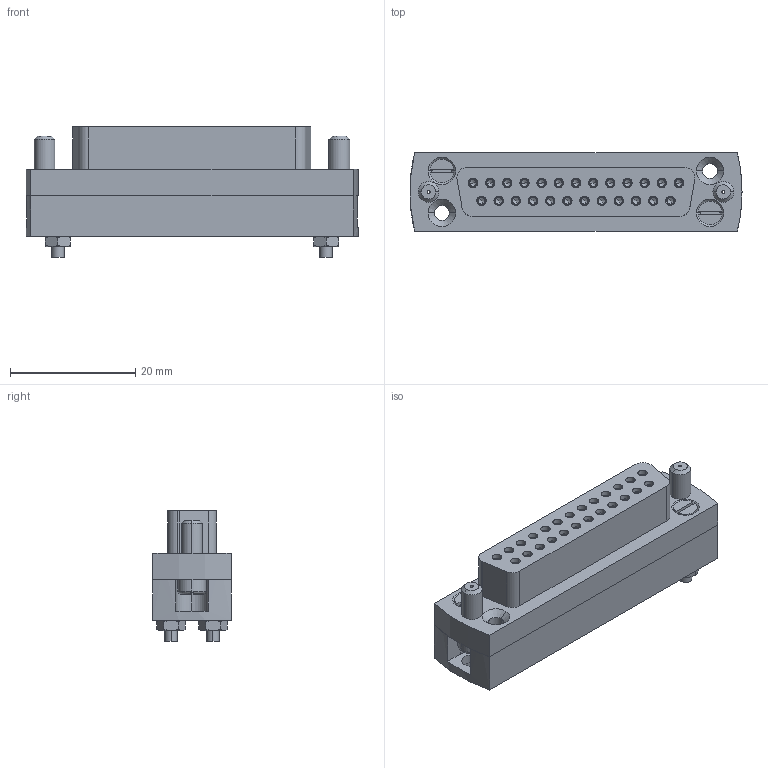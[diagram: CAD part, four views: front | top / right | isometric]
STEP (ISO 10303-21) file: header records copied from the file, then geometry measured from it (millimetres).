
FILE_DESCRIPTION (( 'STEP AP214' ), '1' );
FILE_NAME ('211-FS25-UHV.STEP', '2014-09-19T09:10:14', ( '' ), ( '' ), 'SwSTEP 2.0', 'SolidWorks 2014', '' );
FILE_SCHEMA (( 'AUTOMOTIVE_DESIGN' ));
Length unit declared in the file: millimetre
Products named in the file (7): 9211-FSX-UHV-BP_9211-FS25-UHV-BP; 9211-FSX-UHV-FP_9211-FS25-UHV-FP; 211-FS25-UHV; Hexagon Nut ISO 4032 - M2 - D - N_Hexagon Nut ISO 4032 - M2 - D - N; ISO 2009 - M2 x 14 --- 14C_ISO 2009 - M2 x 14 --- 14C; 9212-PINF-HV; 903-SCREW-4-40-3_8-B
Assembly tree (33 placements, depth 2):
  211-FS25-UHV
    9211-FSX-UHV-FP_9211-FS25-UHV-FP
    9211-FSX-UHV-BP_9211-FS25-UHV-BP
    903-SCREW-4-40-3_8-B  x2
    9212-PINF-HV  x25
    ISO 2009 - M2 x 14 --- 14C_ISO 2009 - M2 x 14 --- 14C  x2
    Hexagon Nut ISO 4032 - M2 - D - N_Hexagon Nut ISO 4032 - M2 - D - N  x2
Bounding box: 52.99 x 12.5 x 20.8 mm (x, y, z)
Volume: 7981.9 mm3; surface area: 11448.1 mm2
Topology: 33 solids, 58 shells, 1908 faces, 4332 edges, 2518 vertices
Faces by surface type: cylinder 666, cone 648, plane 386, torus 208
Entity records: 15912 total; most frequent: DIRECTION 2886, CARTESIAN_POINT 2575, ORIENTED_EDGE 2348, AXIS2_PLACEMENT_3D 1207, EDGE_CURVE 1174, VERTEX_POINT 712, CIRCLE 666, EDGE_LOOP 664
